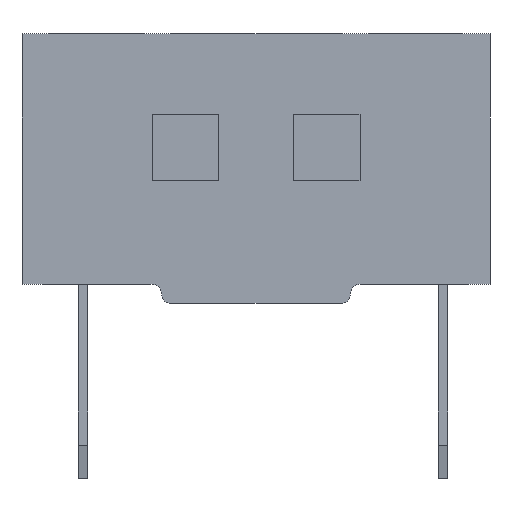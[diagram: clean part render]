
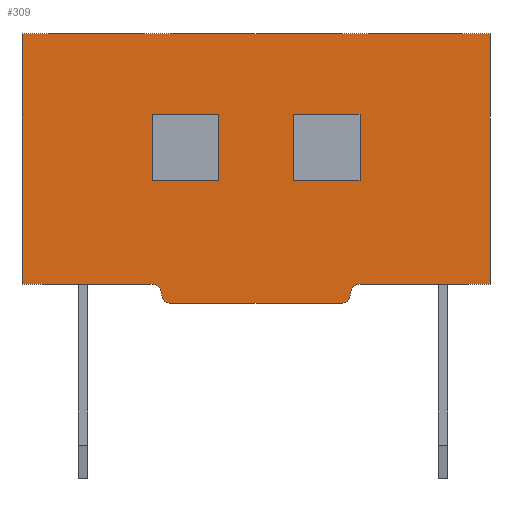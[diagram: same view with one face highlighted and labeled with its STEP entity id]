
A CAD part, left-side view. The second image highlights one B-rep face of the part: STEP entity #309.
In plain terms, the highlighted planar face has unit normal (-1, 0, 0).
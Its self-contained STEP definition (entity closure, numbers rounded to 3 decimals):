
#309 = ADVANCED_FACE( '', ( #627, #628, #629 ), #630, .F. );
#627 = FACE_BOUND( '', #986, .T. );
#628 = FACE_OUTER_BOUND( '', #987, .T. );
#629 = FACE_BOUND( '', #988, .T. );
#630 = PLANE( '', #989 );
#986 = EDGE_LOOP( '', ( #1658, #1659, #1660, #1661 ) );
#987 = EDGE_LOOP( '', ( #1662, #1663, #1664, #1665, #1666, #1667, #1668, #1669, #1670, #1671 ) );
#988 = EDGE_LOOP( '', ( #1672, #1673, #1674, #1675 ) );
#989 = AXIS2_PLACEMENT_3D( '', #1676, #1677, #1678 );
#1658 = ORIENTED_EDGE( '', *, *, #2472, .T. );
#1659 = ORIENTED_EDGE( '', *, *, #2421, .T. );
#1660 = ORIENTED_EDGE( '', *, *, #2469, .T. );
#1661 = ORIENTED_EDGE( '', *, *, #2473, .T. );
#1662 = ORIENTED_EDGE( '', *, *, #2474, .T. );
#1663 = ORIENTED_EDGE( '', *, *, #2475, .T. );
#1664 = ORIENTED_EDGE( '', *, *, #2476, .T. );
#1665 = ORIENTED_EDGE( '', *, *, #2477, .F. );
#1666 = ORIENTED_EDGE( '', *, *, #2220, .T. );
#1667 = ORIENTED_EDGE( '', *, *, #2425, .T. );
#1668 = ORIENTED_EDGE( '', *, *, #2413, .T. );
#1669 = ORIENTED_EDGE( '', *, *, #2216, .F. );
#1670 = ORIENTED_EDGE( '', *, *, #2478, .F. );
#1671 = ORIENTED_EDGE( '', *, *, #2445, .T. );
#1672 = ORIENTED_EDGE( '', *, *, #2479, .T. );
#1673 = ORIENTED_EDGE( '', *, *, #2369, .T. );
#1674 = ORIENTED_EDGE( '', *, *, #2480, .T. );
#1675 = ORIENTED_EDGE( '', *, *, #2481, .T. );
#1676 = CARTESIAN_POINT( '', ( -1.92, 4.95, 5.3 ) );
#1677 = DIRECTION( '', ( 1., 0., 0. ) );
#1678 = DIRECTION( '', ( 0., 0., -1. ) );
#2216 = EDGE_CURVE( '', #2605, #2600, #2607, .T. );
#2220 = EDGE_CURVE( '', #2614, #2612, #2615, .F. );
#2369 = EDGE_CURVE( '', #2863, #2864, #2865, .T. );
#2413 = EDGE_CURVE( '', #2933, #2600, #2934, .T. );
#2421 = EDGE_CURVE( '', #2944, #2945, #2946, .T. );
#2425 = EDGE_CURVE( '', #2612, #2933, #2950, .T. );
#2445 = EDGE_CURVE( '', #2978, #2976, #2979, .T. );
#2469 = EDGE_CURVE( '', #2945, #3013, #3014, .T. );
#2472 = EDGE_CURVE( '', #3017, #2944, #3018, .T. );
#2473 = EDGE_CURVE( '', #3013, #3017, #3019, .T. );
#2474 = EDGE_CURVE( '', #2976, #3020, #3021, .T. );
#2475 = EDGE_CURVE( '', #3020, #3022, #3023, .T. );
#2476 = EDGE_CURVE( '', #3022, #3024, #3025, .F. );
#2477 = EDGE_CURVE( '', #2614, #3024, #3026, .T. );
#2478 = EDGE_CURVE( '', #2978, #2605, #3027, .T. );
#2479 = EDGE_CURVE( '', #3028, #2863, #3029, .T. );
#2480 = EDGE_CURVE( '', #2864, #3030, #3031, .T. );
#2481 = EDGE_CURVE( '', #3030, #3028, #3032, .T. );
#2600 = VERTEX_POINT( '', #3173 );
#2605 = VERTEX_POINT( '', #3180 );
#2607 = LINE( '', #3183, #3184 );
#2612 = VERTEX_POINT( '', #3189 );
#2614 = VERTEX_POINT( '', #3192 );
#2615 = CIRCLE( '', #3193, 0.2 );
#2863 = VERTEX_POINT( '', #3579 );
#2864 = VERTEX_POINT( '', #3580 );
#2865 = LINE( '', #3581, #3582 );
#2933 = VERTEX_POINT( '', #3680 );
#2934 = LINE( '', #3681, #3682 );
#2944 = VERTEX_POINT( '', #3697 );
#2945 = VERTEX_POINT( '', #3698 );
#2946 = LINE( '', #3699, #3700 );
#2950 = CIRCLE( '', #3706, 0.2 );
#2976 = VERTEX_POINT( '', #3744 );
#2978 = VERTEX_POINT( '', #3747 );
#2979 = LINE( '', #3748, #3749 );
#3013 = VERTEX_POINT( '', #3799 );
#3014 = LINE( '', #3800, #3801 );
#3017 = VERTEX_POINT( '', #3805 );
#3018 = LINE( '', #3806, #3807 );
#3019 = LINE( '', #3808, #3809 );
#3020 = VERTEX_POINT( '', #3810 );
#3021 = LINE( '', #3811, #3812 );
#3022 = VERTEX_POINT( '', #3813 );
#3023 = CIRCLE( '', #3814, 0.2 );
#3024 = VERTEX_POINT( '', #3815 );
#3025 = CIRCLE( '', #3816, 0.2 );
#3026 = LINE( '', #3817, #3818 );
#3027 = LINE( '', #3819, #3820 );
#3028 = VERTEX_POINT( '', #3821 );
#3029 = LINE( '', #3822, #3823 );
#3030 = VERTEX_POINT( '', #3824 );
#3031 = LINE( '', #3825, #3826 );
#3032 = LINE( '', #3827, #3828 );
#3173 = CARTESIAN_POINT( '', ( -1.92, -4.95, 0. ) );
#3180 = CARTESIAN_POINT( '', ( -1.92, -4.95, 5.3 ) );
#3183 = CARTESIAN_POINT( '', ( -1.92, -4.95, 5.3 ) );
#3184 = VECTOR( '', #4115, 1000. );
#3189 = CARTESIAN_POINT( '', ( -1.92, -2., -0.2 ) );
#3192 = CARTESIAN_POINT( '', ( -1.92, -1.8, -0.4 ) );
#3193 = AXIS2_PLACEMENT_3D( '', #4120, #4121, #4122 );
#3579 = CARTESIAN_POINT( '', ( -1.92, 0.8, 3.6 ) );
#3580 = CARTESIAN_POINT( '', ( -1.92, 0.8, 2.2 ) );
#3581 = CARTESIAN_POINT( '', ( -1.92, 0.8, 3.6 ) );
#3582 = VECTOR( '', #4225, 1000. );
#3680 = CARTESIAN_POINT( '', ( -1.92, -2.2, 0. ) );
#3681 = CARTESIAN_POINT( '', ( -1.92, 4.95, 0. ) );
#3682 = VECTOR( '', #4270, 1000. );
#3697 = CARTESIAN_POINT( '', ( -1.92, -2.2, 3.6 ) );
#3698 = CARTESIAN_POINT( '', ( -1.92, -2.2, 2.2 ) );
#3699 = CARTESIAN_POINT( '', ( -1.92, -2.2, 3.6 ) );
#3700 = VECTOR( '', #4276, 1000. );
#3706 = AXIS2_PLACEMENT_3D( '', #4279, #4280, #4281 );
#3744 = CARTESIAN_POINT( '', ( -1.92, 4.95, 0. ) );
#3747 = CARTESIAN_POINT( '', ( -1.92, 4.95, 5.3 ) );
#3748 = CARTESIAN_POINT( '', ( -1.92, 4.95, 5.3 ) );
#3749 = VECTOR( '', #4296, 1000. );
#3799 = CARTESIAN_POINT( '', ( -1.92, -0.8, 2.2 ) );
#3800 = CARTESIAN_POINT( '', ( -1.92, -2.2, 2.2 ) );
#3801 = VECTOR( '', #4312, 1000. );
#3805 = CARTESIAN_POINT( '', ( -1.92, -0.8, 3.6 ) );
#3806 = CARTESIAN_POINT( '', ( -1.92, -0.8, 3.6 ) );
#3807 = VECTOR( '', #4314, 1000. );
#3808 = CARTESIAN_POINT( '', ( -1.92, -0.8, 2.2 ) );
#3809 = VECTOR( '', #4315, 1000. );
#3810 = CARTESIAN_POINT( '', ( -1.92, 2.2, 0. ) );
#3811 = CARTESIAN_POINT( '', ( -1.92, 4.95, 0. ) );
#3812 = VECTOR( '', #4316, 1000. );
#3813 = CARTESIAN_POINT( '', ( -1.92, 2., -0.2 ) );
#3814 = AXIS2_PLACEMENT_3D( '', #4317, #4318, #4319 );
#3815 = CARTESIAN_POINT( '', ( -1.92, 1.8, -0.4 ) );
#3816 = AXIS2_PLACEMENT_3D( '', #4320, #4321, #4322 );
#3817 = CARTESIAN_POINT( '', ( -1.92, -2., -0.4 ) );
#3818 = VECTOR( '', #4323, 1000. );
#3819 = CARTESIAN_POINT( '', ( -1.92, 4.95, 5.3 ) );
#3820 = VECTOR( '', #4324, 1000. );
#3821 = CARTESIAN_POINT( '', ( -1.92, 2.2, 3.6 ) );
#3822 = CARTESIAN_POINT( '', ( -1.92, 2.2, 3.6 ) );
#3823 = VECTOR( '', #4325, 1000. );
#3824 = CARTESIAN_POINT( '', ( -1.92, 2.2, 2.2 ) );
#3825 = CARTESIAN_POINT( '', ( -1.92, 0.8, 2.2 ) );
#3826 = VECTOR( '', #4326, 1000. );
#3827 = CARTESIAN_POINT( '', ( -1.92, 2.2, 2.2 ) );
#3828 = VECTOR( '', #4327, 1000. );
#4115 = DIRECTION( '', ( 0., 0., -1. ) );
#4120 = CARTESIAN_POINT( '', ( -1.92, -1.8, -0.2 ) );
#4121 = DIRECTION( '', ( 1., 0., 0. ) );
#4122 = DIRECTION( '', ( 0., 0., -1. ) );
#4225 = DIRECTION( '', ( 0., 0., -1. ) );
#4270 = DIRECTION( '', ( 0., -1., 0. ) );
#4276 = DIRECTION( '', ( 0., 0., -1. ) );
#4279 = CARTESIAN_POINT( '', ( -1.92, -2.2, -0.2 ) );
#4280 = DIRECTION( '', ( 1., 0., 0. ) );
#4281 = DIRECTION( '', ( 0., 0., -1. ) );
#4296 = DIRECTION( '', ( 0., 0., -1. ) );
#4312 = DIRECTION( '', ( 0., 1., 0. ) );
#4314 = DIRECTION( '', ( 0., -1., 0. ) );
#4315 = DIRECTION( '', ( 0., 0., 1. ) );
#4316 = DIRECTION( '', ( 0., -1., 0. ) );
#4317 = CARTESIAN_POINT( '', ( -1.92, 2.2, -0.2 ) );
#4318 = DIRECTION( '', ( 1., 0., 0. ) );
#4319 = DIRECTION( '', ( 0., 0., -1. ) );
#4320 = CARTESIAN_POINT( '', ( -1.92, 1.8, -0.2 ) );
#4321 = DIRECTION( '', ( 1., 0., 0. ) );
#4322 = DIRECTION( '', ( 0., 0., -1. ) );
#4323 = DIRECTION( '', ( 0., 1., 0. ) );
#4324 = DIRECTION( '', ( 0., -1., 0. ) );
#4325 = DIRECTION( '', ( 0., -1., 0. ) );
#4326 = DIRECTION( '', ( 0., 1., 0. ) );
#4327 = DIRECTION( '', ( 0., 0., 1. ) );
